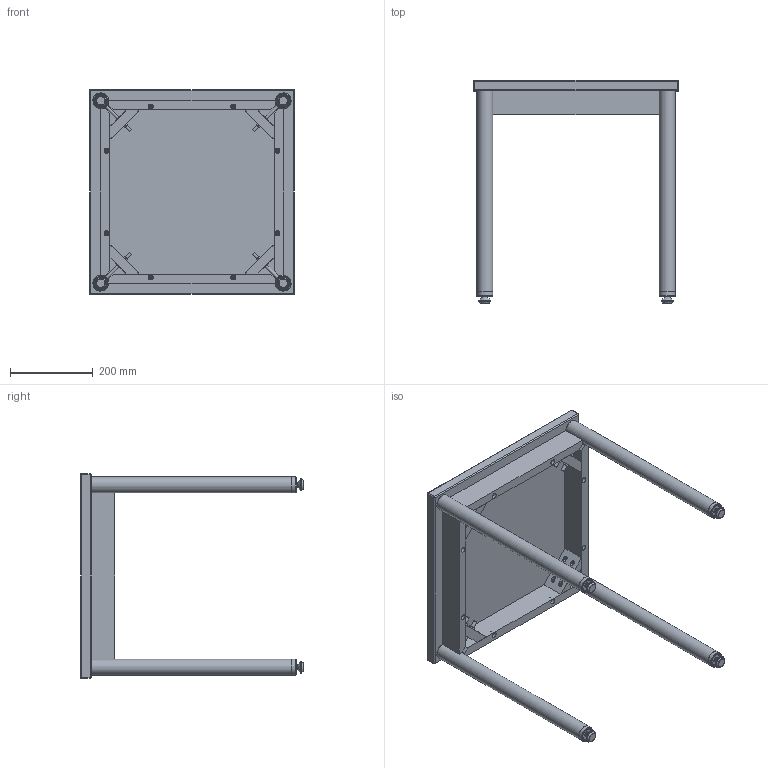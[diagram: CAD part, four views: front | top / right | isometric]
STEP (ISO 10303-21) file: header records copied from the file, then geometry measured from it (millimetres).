
FILE_DESCRIPTION(/* description */ (''),/* implementation_level */ '2;1');
FILE_NAME(/* name */ 'GRT2020.stp',/* time_stamp */ '2015-04-15T07:36:38-04:00',/* author */ ('jbosley'),/* organization */ (''),/* preprocessor_version */ 'ST-DEVELOPER v15.6',/* originating_system */ 'Autodesk Inventor 2015',/* authorisation */ '');
FILE_SCHEMA (('AUTOMOTIVE_DESIGN { 1 0 10303 214 3 1 1 }'));
Length unit declared in the file: inch
Products named in the file (15): TOP B 1 042L; GRT-01; CB 0T7; 8X1 QUAD DT; GRT2020 FRM; GRT 19.5 BRZ; 8X2.5 QUAD DT; 5-16 WASHER; 5-16X.18 LK NUT; INST GLD 1420; GLD 1420 BLK; GLD 1420 THREAD; ANSI B18.6.3 - 1_4 - 28(2); GRT2020
Bounding box: 495.3 x 539.04 x 495.3 mm (x, y, z)
Volume: 9264944.8 mm3; surface area: 1405820.7 mm2
Topology: 77 solids, 77 shells, 1242 faces, 2752 edges, 1716 vertices
Faces by surface type: plane 658, cylinder 280, cone 240, torus 52, sphere 12
Full cylindrical faces by diameter (mm): 4.166 x24, 4.762 x24, 5.359 x4, 6.35 x12, 6.401 x16, 7.938 x8, 8.179 x24, 8.89 x8, 9.398 x8, 9.525 x16, 11.112 x8, 12.014 x4, 12.7 x16, 22.225 x8, 22.987 x8, 33.02 x4, 34.925 x4, 38.1 x8
Entity records: 6548 total; most frequent: CARTESIAN_POINT 1400, DIRECTION 1082, ORIENTED_EDGE 804, AXIS2_PLACEMENT_3D 472, EDGE_CURVE 402, EDGE_LOOP 322, VERTEX_POINT 276, FACE_OUTER_BOUND 224
